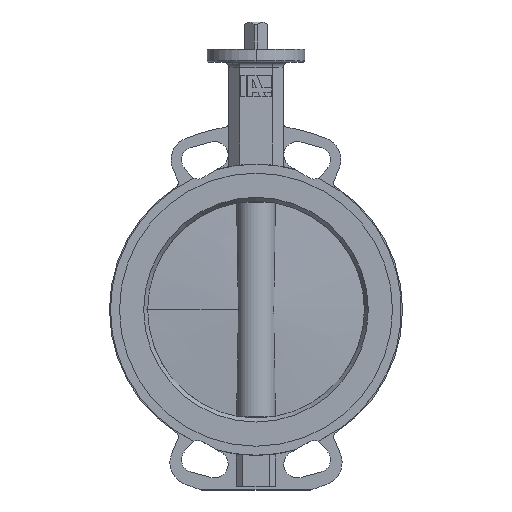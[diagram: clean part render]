
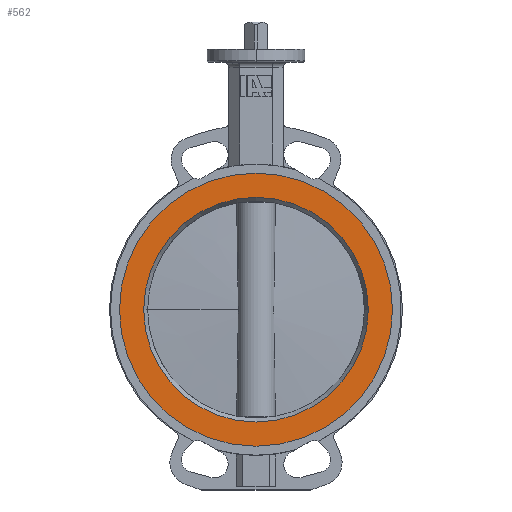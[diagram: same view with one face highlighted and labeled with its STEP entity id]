
A CAD part, top view. The second image highlights one B-rep face of the part: STEP entity #562.
In plain terms, the highlighted planar face has unit normal (0, 0, 1).
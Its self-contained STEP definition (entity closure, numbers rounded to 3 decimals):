
#313 = CARTESIAN_POINT ( 'NONE',  ( 125.75, 0., 30. ) ) ;
#314 = CARTESIAN_POINT ( 'NONE',  ( -103.464, 0., 30. ) ) ;
#474 = CARTESIAN_POINT ( 'NONE',  ( 103.464, 0., 30. ) ) ;
#562 = ADVANCED_FACE ( 'NONE', ( #5018, #5020 ), #6684, .T. ) ;
#1474 = CARTESIAN_POINT ( 'NONE',  ( 0., 0., 30. ) ) ;
#1475 = DIRECTION ( 'NONE',  ( 0., 0., -1. ) ) ;
#1476 = DIRECTION ( 'NONE',  ( 1., 0., 0. ) ) ;
#1483 = CARTESIAN_POINT ( 'NONE',  ( 0., 0., 30. ) ) ;
#1484 = DIRECTION ( 'NONE',  ( 0., 0., 1. ) ) ;
#1485 = DIRECTION ( 'NONE',  ( 1., 0., 0. ) ) ;
#1490 = CARTESIAN_POINT ( 'NONE',  ( 0., 0., 30. ) ) ;
#1491 = DIRECTION ( 'NONE',  ( 0., 0., -1. ) ) ;
#1492 = DIRECTION ( 'NONE',  ( 1., 0., 0. ) ) ;
#1493 = CARTESIAN_POINT ( 'NONE',  ( 0., 0., 30. ) ) ;
#1494 = DIRECTION ( 'NONE',  ( 0., 0., 1. ) ) ;
#1495 = DIRECTION ( 'NONE',  ( 1., 0., 0. ) ) ;
#1752 = EDGE_CURVE ( 'NONE', #4045, #3885, #5304, .T. ) ;
#1756 = EDGE_CURVE ( 'NONE', #3884, #6845, #5310, .T. ) ;
#1760 = EDGE_CURVE ( 'NONE', #3885, #4045, #5317, .T. ) ;
#1761 = EDGE_CURVE ( 'NONE', #6845, #3884, #5322, .T. ) ;
#3258 = EDGE_LOOP ( 'NONE', ( #4084, #4083 ) ) ;
#3285 = EDGE_LOOP ( 'NONE', ( #4082, #4081 ) ) ;
#3884 = VERTEX_POINT ( 'NONE', #313 ) ;
#3885 = VERTEX_POINT ( 'NONE', #314 ) ;
#4045 = VERTEX_POINT ( 'NONE', #474 ) ;
#4081 = ORIENTED_EDGE ( 'NONE', *, *, #1756, .T. ) ;
#4082 = ORIENTED_EDGE ( 'NONE', *, *, #1761, .T. ) ;
#4083 = ORIENTED_EDGE ( 'NONE', *, *, #1760, .T. ) ;
#4084 = ORIENTED_EDGE ( 'NONE', *, *, #1752, .T. ) ;
#4257 = AXIS2_PLACEMENT_3D ( 'NONE', #6686, #6697, #6682 ) ;
#4378 = AXIS2_PLACEMENT_3D ( 'NONE', #1474, #1475, #1476 ) ;
#4379 = AXIS2_PLACEMENT_3D ( 'NONE', #1483, #1484, #1485 ) ;
#4381 = AXIS2_PLACEMENT_3D ( 'NONE', #1490, #1491, #1492 ) ;
#4382 = AXIS2_PLACEMENT_3D ( 'NONE', #1493, #1494, #1495 ) ;
#5018 = FACE_BOUND ( 'NONE', #3258, .T. ) ;
#5020 = FACE_OUTER_BOUND ( 'NONE', #3285, .T. ) ;
#5304 = CIRCLE ( 'NONE', #4378, 103.464 ) ;
#5310 = CIRCLE ( 'NONE', #4379, 125.75 ) ;
#5317 = CIRCLE ( 'NONE', #4381, 103.464 ) ;
#5322 = CIRCLE ( 'NONE', #4382, 125.75 ) ;
#6578 = CARTESIAN_POINT ( 'NONE',  ( -125.75, 0., 30. ) ) ;
#6682 = DIRECTION ( 'NONE',  ( 1., 0., 0. ) ) ;
#6684 = PLANE ( 'NONE',  #4257 ) ;
#6686 = CARTESIAN_POINT ( 'NONE',  ( 0., 0., 30. ) ) ;
#6697 = DIRECTION ( 'NONE',  ( 0., 0., 1. ) ) ;
#6845 = VERTEX_POINT ( 'NONE', #6578 ) ;
